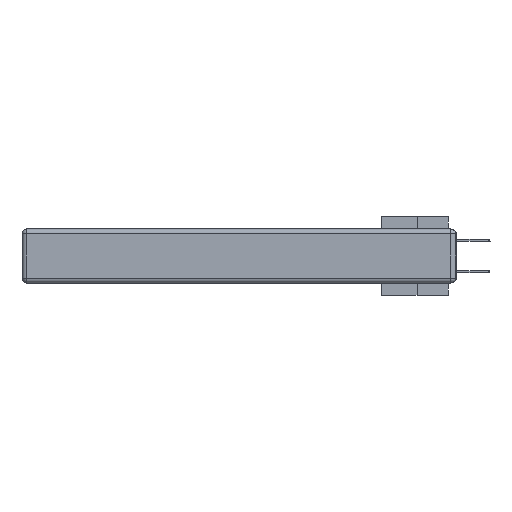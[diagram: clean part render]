
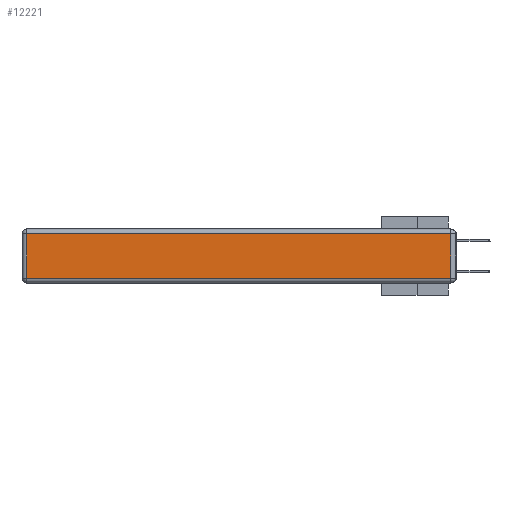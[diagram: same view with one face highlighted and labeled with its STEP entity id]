
A CAD part, left-side view. The second image highlights one B-rep face of the part: STEP entity #12221.
In plain terms, the highlighted planar face has unit normal (-1, 0, 0).
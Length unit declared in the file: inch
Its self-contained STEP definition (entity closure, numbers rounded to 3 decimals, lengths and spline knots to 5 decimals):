
#708 = LINE ( 'NONE', #11416, #20063 ) ;
#6680 = FACE_OUTER_BOUND ( 'NONE', #8508, .T. ) ;
#7197 = CARTESIAN_POINT ( 'NONE',  ( 0., 0.03, -0.343 ) ) ;
#7303 = DIRECTION ( 'NONE',  ( 0., 0., 1. ) ) ;
#7328 = LINE ( 'NONE', #20904, #16800 ) ;
#7603 = EDGE_CURVE ( 'NONE', #19479, #11873, #13550, .T. ) ;
#8078 = ORIENTED_EDGE ( 'NONE', *, *, #7603, .T. ) ;
#8508 = EDGE_LOOP ( 'NONE', ( #29131, #16498, #8078, #28851 ) ) ;
#9374 = DIRECTION ( 'NONE',  ( 0., 0., -1. ) ) ;
#10187 = VERTEX_POINT ( 'NONE', #15467 ) ;
#11215 = VERTEX_POINT ( 'NONE', #11525 ) ;
#11416 = CARTESIAN_POINT ( 'NONE',  ( 0., 0., -0.313 ) ) ;
#11525 = CARTESIAN_POINT ( 'NONE',  ( 0., 2.72, -0.313 ) ) ;
#11873 = VERTEX_POINT ( 'NONE', #23043 ) ;
#12221 = ADVANCED_FACE ( 'NONE', ( #6680 ), #24628, .T. ) ;
#13322 = EDGE_CURVE ( 'NONE', #10187, #19479, #28774, .T. ) ;
#13550 = LINE ( 'NONE', #29460, #15746 ) ;
#14560 = EDGE_CURVE ( 'NONE', #11215, #10187, #708, .T. ) ;
#15338 = CARTESIAN_POINT ( 'NONE',  ( 0., 0., -0.343 ) ) ;
#15467 = CARTESIAN_POINT ( 'NONE',  ( 0., 0.03, -0.313 ) ) ;
#15543 = DIRECTION ( 'NONE',  ( 0., 1., 0. ) ) ;
#15636 = DIRECTION ( 'NONE',  ( -1., 0., 0. ) ) ;
#15733 = CARTESIAN_POINT ( 'NONE',  ( 0., 0.03, -0.03 ) ) ;
#15746 = VECTOR ( 'NONE', #15543, 39.37008 ) ;
#16498 = ORIENTED_EDGE ( 'NONE', *, *, #13322, .T. ) ;
#16800 = VECTOR ( 'NONE', #9374, 39.37008 ) ;
#17813 = DIRECTION ( 'NONE',  ( 0., 0., 1. ) ) ;
#18564 = DIRECTION ( 'NONE',  ( 0., -1., 0. ) ) ;
#19037 = VECTOR ( 'NONE', #7303, 39.37008 ) ;
#19479 = VERTEX_POINT ( 'NONE', #15733 ) ;
#20063 = VECTOR ( 'NONE', #18564, 39.37008 ) ;
#20904 = CARTESIAN_POINT ( 'NONE',  ( 0., 2.72, -0.343 ) ) ;
#23043 = CARTESIAN_POINT ( 'NONE',  ( 0., 2.72, -0.03 ) ) ;
#24278 = EDGE_CURVE ( 'NONE', #11873, #11215, #7328, .T. ) ;
#24628 = PLANE ( 'NONE',  #27464 ) ;
#27464 = AXIS2_PLACEMENT_3D ( 'NONE', #15338, #15636, #17813 ) ;
#28774 = LINE ( 'NONE', #7197, #19037 ) ;
#28851 = ORIENTED_EDGE ( 'NONE', *, *, #24278, .T. ) ;
#29131 = ORIENTED_EDGE ( 'NONE', *, *, #14560, .T. ) ;
#29460 = CARTESIAN_POINT ( 'NONE',  ( 0., 2.75, -0.03 ) ) ;
